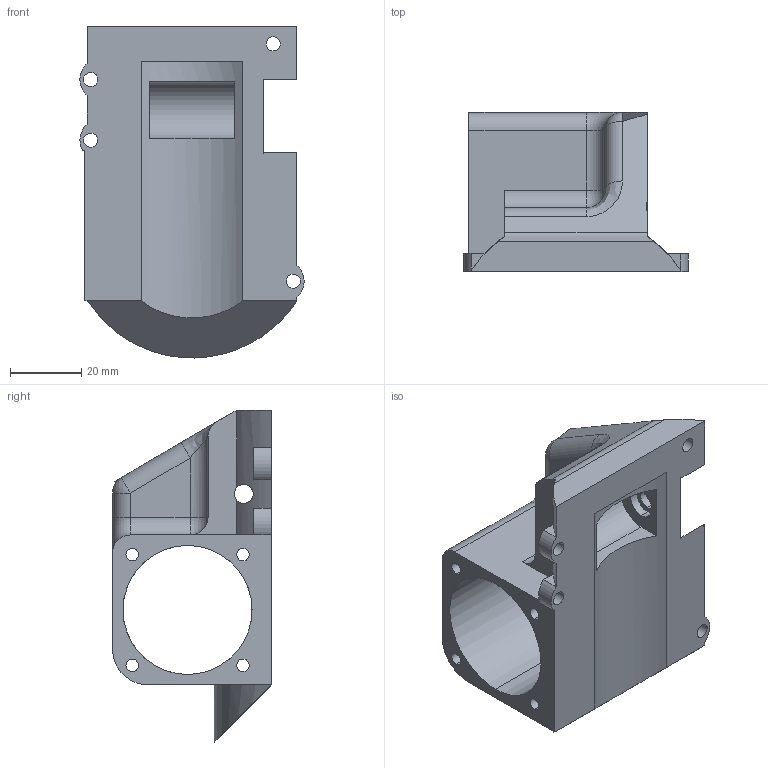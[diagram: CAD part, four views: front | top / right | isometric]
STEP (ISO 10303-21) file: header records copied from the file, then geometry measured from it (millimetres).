
FILE_DESCRIPTION (( 'STEP AP214' ), '1' );
FILE_NAME ('bridge.step', '2024-01-14T05:52:52', ( '' ), ( '' ), 'SwSTEP 2.0', 'SolidWorks 2022', '' );
FILE_SCHEMA (( 'AUTOMOTIVE_DESIGN' ));
Length unit declared in the file: millimetre
Products named in the file (1): bridge
Bounding box: 62.8 x 44.5 x 92.99 mm (x, y, z)
Volume: 63637.6 mm3; surface area: 28174.5 mm2
Topology: 1 solids, 1 shells, 111 faces, 297 edges, 190 vertices
Faces by surface type: cylinder 64, plane 43, sphere 2, torus 1, bspline 1
Entity records: 3741 total; most frequent: CARTESIAN_POINT 862, DIRECTION 608, ORIENTED_EDGE 590, EDGE_CURVE 295, AXIS2_PLACEMENT_3D 232, VERTEX_POINT 190, VECTOR 144, LINE 144
